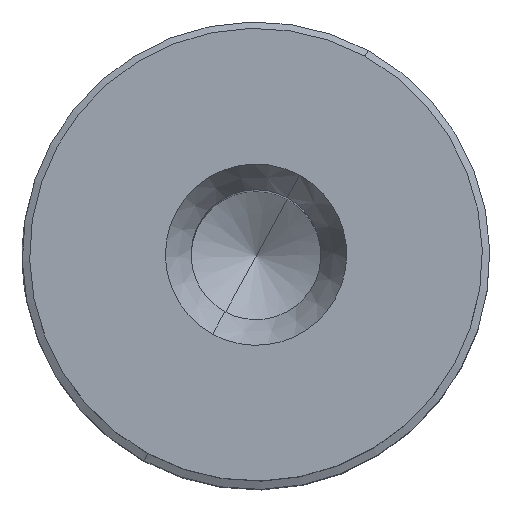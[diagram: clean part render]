
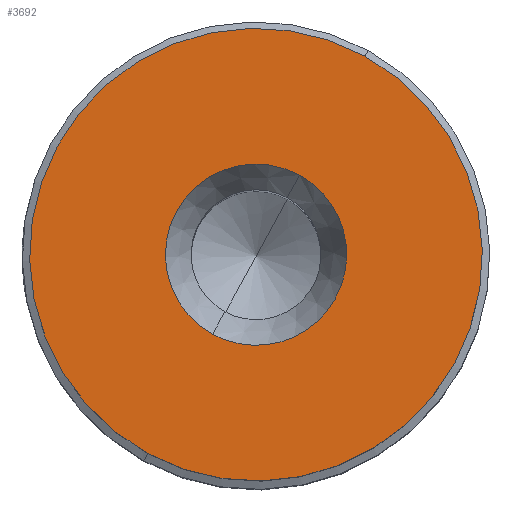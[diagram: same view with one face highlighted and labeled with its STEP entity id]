
A CAD part, top view. The second image highlights one B-rep face of the part: STEP entity #3692.
In plain terms, the highlighted planar face has unit normal (0, 0, 1).
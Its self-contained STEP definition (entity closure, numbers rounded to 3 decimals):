
#3536=AXIS2_PLACEMENT_3D('Circle Axis2P3D',#3534,#3535,$) ;
#3625=AXIS2_PLACEMENT_3D('Circle Axis2P3D',#3623,#3624,$) ;
#3649=AXIS2_PLACEMENT_3D('Circle Axis2P3D',#3647,#3648,$) ;
#3662=AXIS2_PLACEMENT_3D('Plane Axis2P3D',#3659,#3660,#3661) ;
#3534=CARTESIAN_POINT('Axis2P3D Location',(3.15,3.15,28.25)) ;
#3538=CARTESIAN_POINT('Vertex',(2.564,2.078,28.25)) ;
#3540=CARTESIAN_POINT('Vertex',(3.736,4.222,28.25)) ;
#3620=CARTESIAN_POINT('Vertex',(4.612,5.827,28.25)) ;
#3623=CARTESIAN_POINT('Axis2P3D Location',(3.15,3.15,28.25)) ;
#3627=CARTESIAN_POINT('Vertex',(1.688,0.473,28.25)) ;
#3647=CARTESIAN_POINT('Axis2P3D Location',(3.15,3.15,28.25)) ;
#3659=CARTESIAN_POINT('Axis2P3D Location',(3.15,1.929,28.25)) ;
#3669=CARTESIAN_POINT('Control Point',(2.564,2.078,28.25)) ;
#3670=CARTESIAN_POINT('Control Point',(2.707,2.,28.25)) ;
#3671=CARTESIAN_POINT('Control Point',(2.862,1.946,28.25)) ;
#3672=CARTESIAN_POINT('Control Point',(3.026,1.918,28.25)) ;
#3673=CARTESIAN_POINT('Control Point',(3.355,1.919,28.25)) ;
#3674=CARTESIAN_POINT('Control Point',(3.667,2.025,28.25)) ;
#3675=CARTESIAN_POINT('Control Point',(3.812,2.104,28.25)) ;
#3676=CARTESIAN_POINT('Control Point',(4.071,2.307,28.25)) ;
#3677=CARTESIAN_POINT('Control Point',(4.251,2.583,28.25)) ;
#3678=CARTESIAN_POINT('Control Point',(4.316,2.735,28.25)) ;
#3679=CARTESIAN_POINT('Control Point',(4.395,3.055,28.25)) ;
#3680=CARTESIAN_POINT('Control Point',(4.366,3.383,28.25)) ;
#3681=CARTESIAN_POINT('Control Point',(4.324,3.543,28.25)) ;
#3682=CARTESIAN_POINT('Control Point',(4.207,3.802,28.25)) ;
#3683=CARTESIAN_POINT('Control Point',(4.023,4.016,28.25)) ;
#3684=CARTESIAN_POINT('Control Point',(3.935,4.097,28.25)) ;
#3685=CARTESIAN_POINT('Control Point',(3.839,4.165,28.25)) ;
#3686=CARTESIAN_POINT('Control Point',(3.736,4.222,28.25)) ;
#3535=DIRECTION('Axis2P3D Direction',(0.,0.,1.)) ;
#3624=DIRECTION('Axis2P3D Direction',(0.,0.,-1.)) ;
#3648=DIRECTION('Axis2P3D Direction',(0.,0.,-1.)) ;
#3660=DIRECTION('Axis2P3D Direction',(0.,0.,-1.)) ;
#3661=DIRECTION('Axis2P3D XDirection',(1.,0.,0.)) ;
#3665=ORIENTED_EDGE('',*,*,#3651,.F.) ;
#3666=ORIENTED_EDGE('',*,*,#3629,.F.) ;
#3689=ORIENTED_EDGE('',*,*,#3687,.T.) ;
#3690=ORIENTED_EDGE('',*,*,#3542,.T.) ;
#3691=FACE_BOUND('',#3688,.T.) ;
#3692=ADVANCED_FACE('Hauptkoerper',(#3667,#3691),#3663,.F.) ;
#3668=B_SPLINE_CURVE_WITH_KNOTS('',5,(#3669,#3670,#3671,#3672,#3673,#3674,#3675,#3676,#3677,#3678,#3679,#3680,#3681,#3682,#3683,#3684,#3685,#3686),.UNSPECIFIED.,.F.,.U.,(6,3,3,3,3,6),(0.,1.153,2.307,3.46,4.614,5.45),.UNSPECIFIED.) ;
#3537=CIRCLE('generated circle',#3536,1.221) ;
#3626=CIRCLE('generated circle',#3625,3.05) ;
#3650=CIRCLE('generated circle',#3649,3.05) ;
#3542=EDGE_CURVE('',#3539,#3541,#3537,.F.) ;
#3629=EDGE_CURVE('',#3621,#3628,#3626,.T.) ;
#3651=EDGE_CURVE('',#3628,#3621,#3650,.T.) ;
#3687=EDGE_CURVE('',#3541,#3539,#3668,.F.) ;
#3664=EDGE_LOOP('',(#3665,#3666)) ;
#3688=EDGE_LOOP('',(#3689,#3690)) ;
#3667=FACE_OUTER_BOUND('',#3664,.T.) ;
#3663=PLANE('',#3662) ;
#3539=VERTEX_POINT('',#3538) ;
#3541=VERTEX_POINT('',#3540) ;
#3621=VERTEX_POINT('',#3620) ;
#3628=VERTEX_POINT('',#3627) ;
